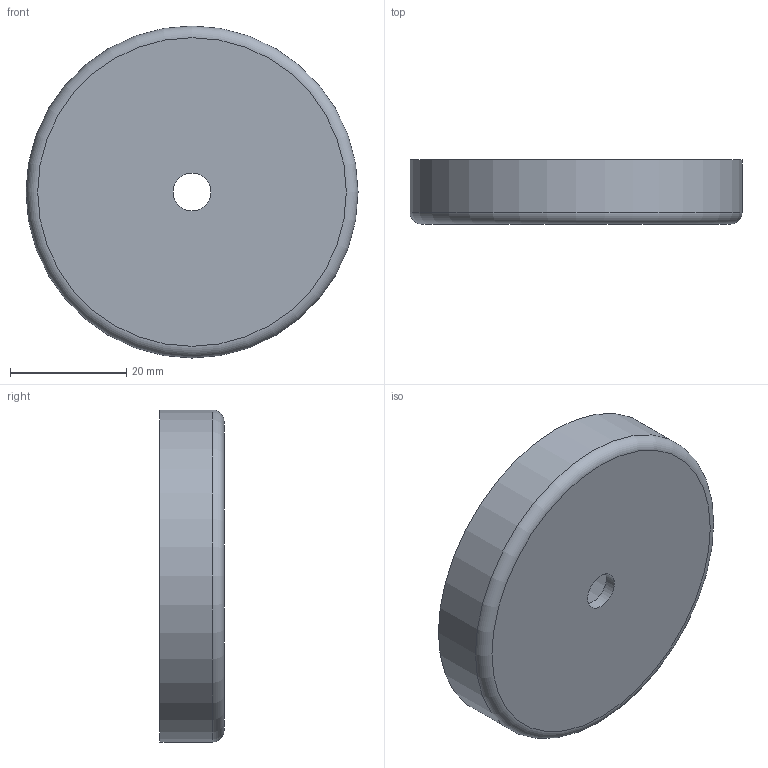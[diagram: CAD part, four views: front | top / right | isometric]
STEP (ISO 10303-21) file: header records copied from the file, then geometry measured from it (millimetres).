
FILE_DESCRIPTION(/* description */ ('','CAx-IF Rec.Pracs.---Representation and Presentation of Product Manufacturing Information (PMI)---4.0---2014-10-13'),/* implementation_level */ '2;1');
FILE_NAME(/* name */ 'GM16610.stp',/* time_stamp */ '2020-09-03T10:39:08+02:00',/* author */ ('tm'),/* organization */ (''),/* preprocessor_version */ 'ST-DEVELOPER v17.2',/* originating_system */ 'Autodesk Inventor 2019',/* authorisation */ '');
FILE_SCHEMA (('AP242_MANAGED_MODEL_BASED_3D_ENGINEERING_MIM_LF { 1 0 10303 442 1 1 4 }'));
Length unit declared in the file: millimetre
Products named in the file (4): GM16610; E0133638; E0133639; E0133641
Assembly tree (3 placements, depth 2):
  GM16610
    E0133638
    E0133639
    E0133641
Bounding box: 57 x 11 x 57 mm (x, y, z)
Volume: 23780.1 mm3; surface area: 16761.8 mm2
Topology: 3 solids, 3 shells, 48 faces, 125 edges, 85 vertices
Faces by surface type: plane 22, bspline 16, cylinder 7, cone 2, torus 1
Full cylindrical faces by diameter (mm): 6.5 x1, 24 x1, 51 x2, 53 x2, 57 x1
Entity records: 1797 total; most frequent: CARTESIAN_POINT 519, ORIENTED_EDGE 236, DIRECTION 197, EDGE_CURVE 118, VERTEX_POINT 78, LINE 67, VECTOR 67, AXIS2_PLACEMENT_3D 65
